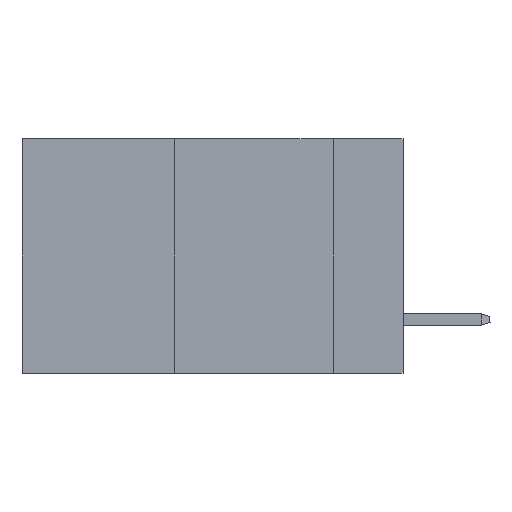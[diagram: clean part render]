
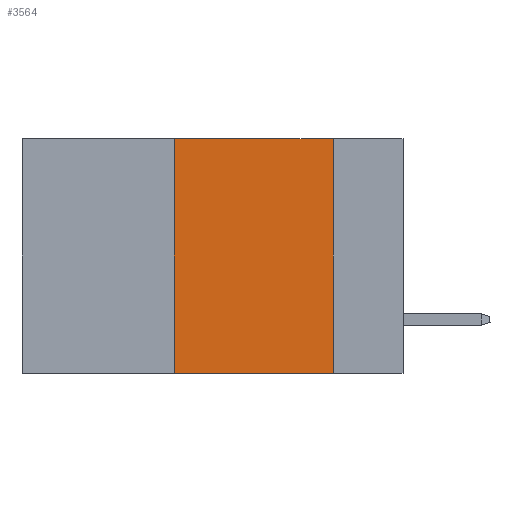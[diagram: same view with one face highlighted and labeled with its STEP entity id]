
A CAD part, left-side view. The second image highlights one B-rep face of the part: STEP entity #3564.
In plain terms, the highlighted planar face has unit normal (-1, 0, 0).
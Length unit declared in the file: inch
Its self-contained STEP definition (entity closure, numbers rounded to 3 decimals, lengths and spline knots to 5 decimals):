
#154 = EDGE_CURVE ( 'NONE', #29132, #15418, #950, .T. ) ;
#950 = LINE ( 'NONE', #3426, #16081 ) ;
#1350 = CARTESIAN_POINT ( 'NONE',  ( 0., 0.11, -0.37 ) ) ;
#1351 = LINE ( 'NONE', #29780, #7842 ) ;
#3051 = ORIENTED_EDGE ( 'NONE', *, *, #10086, .F. ) ;
#3340 = CARTESIAN_POINT ( 'NONE',  ( 0., 0.36, 0. ) ) ;
#3426 = CARTESIAN_POINT ( 'NONE',  ( 0., 0.11, 0. ) ) ;
#3564 = ADVANCED_FACE ( 'NONE', ( #25634 ), #18681, .F. ) ;
#3632 = LINE ( 'NONE', #3944, #18420 ) ;
#3704 = CARTESIAN_POINT ( 'NONE',  ( 0., 0.6, 0. ) ) ;
#3944 = CARTESIAN_POINT ( 'NONE',  ( 0., 0.36, 0. ) ) ;
#7335 = VERTEX_POINT ( 'NONE', #3340 ) ;
#7842 = VECTOR ( 'NONE', #27445, 39.37008 ) ;
#8084 = ORIENTED_EDGE ( 'NONE', *, *, #154, .F. ) ;
#9296 = ORIENTED_EDGE ( 'NONE', *, *, #17837, .T. ) ;
#9447 = DIRECTION ( 'NONE',  ( 0., 0., -1. ) ) ;
#10086 = EDGE_CURVE ( 'NONE', #7335, #29132, #1351, .T. ) ;
#11458 = VECTOR ( 'NONE', #14909, 39.37008 ) ;
#12113 = CARTESIAN_POINT ( 'NONE',  ( 0., 0.11, 0. ) ) ;
#12907 = CARTESIAN_POINT ( 'NONE',  ( 0., 0.6, -0.37 ) ) ;
#12964 = EDGE_CURVE ( 'NONE', #23986, #7335, #3632, .T. ) ;
#14909 = DIRECTION ( 'NONE',  ( 0., -1., 0. ) ) ;
#15033 = AXIS2_PLACEMENT_3D ( 'NONE', #3704, #23175, #9447 ) ;
#15418 = VERTEX_POINT ( 'NONE', #1350 ) ;
#15461 = CARTESIAN_POINT ( 'NONE',  ( 0., 0.36, -0.37 ) ) ;
#16081 = VECTOR ( 'NONE', #22228, 39.37008 ) ;
#17837 = EDGE_CURVE ( 'NONE', #23986, #15418, #24610, .T. ) ;
#18420 = VECTOR ( 'NONE', #22457, 39.37008 ) ;
#18681 = PLANE ( 'NONE',  #15033 ) ;
#22228 = DIRECTION ( 'NONE',  ( 0., 0., -1. ) ) ;
#22457 = DIRECTION ( 'NONE',  ( 0., 0., 1. ) ) ;
#22780 = ORIENTED_EDGE ( 'NONE', *, *, #12964, .F. ) ;
#23175 = DIRECTION ( 'NONE',  ( 1., 0., 0. ) ) ;
#23986 = VERTEX_POINT ( 'NONE', #15461 ) ;
#24610 = LINE ( 'NONE', #12907, #11458 ) ;
#25182 = EDGE_LOOP ( 'NONE', ( #8084, #3051, #22780, #9296 ) ) ;
#25634 = FACE_OUTER_BOUND ( 'NONE', #25182, .T. ) ;
#27445 = DIRECTION ( 'NONE',  ( 0., -1., 0. ) ) ;
#29132 = VERTEX_POINT ( 'NONE', #12113 ) ;
#29780 = CARTESIAN_POINT ( 'NONE',  ( 0., 0.6, 0. ) ) ;
